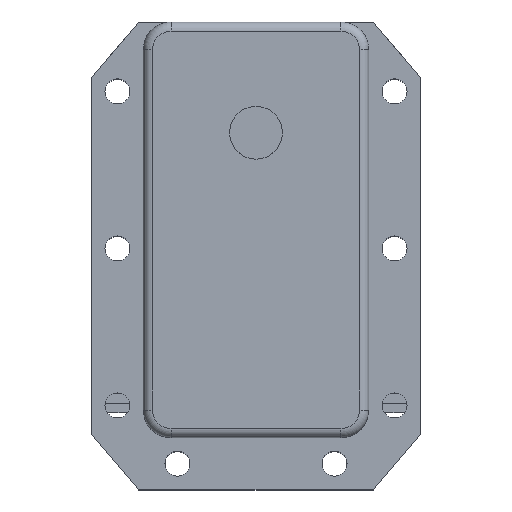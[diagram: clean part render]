
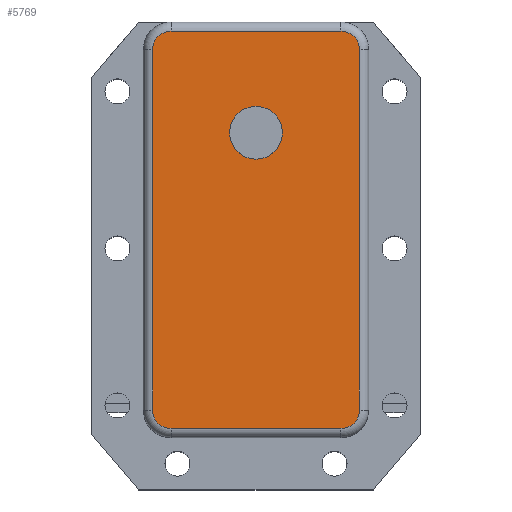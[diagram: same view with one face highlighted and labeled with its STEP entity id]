
A CAD part, top view. The second image highlights one B-rep face of the part: STEP entity #5769.
In plain terms, the highlighted planar face has unit normal (0, 0, 1).
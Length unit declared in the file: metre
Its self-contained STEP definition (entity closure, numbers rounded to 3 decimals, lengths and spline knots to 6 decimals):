
#23=FACE_BOUND('',#723,.T.);
#143=CIRCLE('',#6131,0.00285);
#148=CIRCLE('',#6139,0.002);
#153=CIRCLE('',#6147,0.002);
#160=CIRCLE('',#6158,0.002);
#161=CIRCLE('',#6160,0.002);
#402=FACE_OUTER_BOUND('',#722,.T.);
#722=EDGE_LOOP('',(#4363,#4364,#4365,#4366,#4367,#4368,#4369,#4370));
#723=EDGE_LOOP('',(#4371));
#1328=LINE('',#9415,#2033);
#1332=LINE('',#9435,#2037);
#1336=LINE('',#9453,#2041);
#1340=LINE('',#9468,#2045);
#2033=VECTOR('',#7140,1.);
#2037=VECTOR('',#7162,1.);
#2041=VECTOR('',#7182,1.);
#2045=VECTOR('',#7196,1.);
#2695=VERTEX_POINT('',#9409);
#2696=VERTEX_POINT('',#9413);
#2697=VERTEX_POINT('',#9414);
#2703=VERTEX_POINT('',#9430);
#2704=VERTEX_POINT('',#9434);
#2709=VERTEX_POINT('',#9448);
#2710=VERTEX_POINT('',#9452);
#2715=VERTEX_POINT('',#9466);
#2716=VERTEX_POINT('',#9467);
#3338=EDGE_CURVE('',#2695,#2695,#143,.T.);
#3339=EDGE_CURVE('',#2696,#2697,#1328,.T.);
#3347=EDGE_CURVE('',#2697,#2703,#148,.T.);
#3349=EDGE_CURVE('',#2703,#2704,#1332,.T.);
#3356=EDGE_CURVE('',#2704,#2709,#153,.T.);
#3358=EDGE_CURVE('',#2709,#2710,#1336,.T.);
#3365=EDGE_CURVE('',#2715,#2716,#1340,.T.);
#3369=EDGE_CURVE('',#2710,#2715,#160,.T.);
#3370=EDGE_CURVE('',#2716,#2696,#161,.T.);
#4363=ORIENTED_EDGE('',*,*,#3369,.T.);
#4364=ORIENTED_EDGE('',*,*,#3365,.T.);
#4365=ORIENTED_EDGE('',*,*,#3370,.T.);
#4366=ORIENTED_EDGE('',*,*,#3339,.T.);
#4367=ORIENTED_EDGE('',*,*,#3347,.T.);
#4368=ORIENTED_EDGE('',*,*,#3349,.T.);
#4369=ORIENTED_EDGE('',*,*,#3356,.T.);
#4370=ORIENTED_EDGE('',*,*,#3358,.T.);
#4371=ORIENTED_EDGE('',*,*,#3338,.F.);
#5486=PLANE('',#6159);
#5769=ADVANCED_FACE('',(#402,#23),#5486,.T.);
#6131=AXIS2_PLACEMENT_3D('',#9411,#7136,#7137);
#6139=AXIS2_PLACEMENT_3D('',#9431,#7156,#7157);
#6147=AXIS2_PLACEMENT_3D('',#9449,#7176,#7177);
#6158=AXIS2_PLACEMENT_3D('',#9474,#7204,#7205);
#6159=AXIS2_PLACEMENT_3D('',#9475,#7206,#7207);
#6160=AXIS2_PLACEMENT_3D('',#9476,#7208,#7209);
#7136=DIRECTION('center_axis',(0.,0.,1.));
#7137=DIRECTION('ref_axis',(1.,0.,0.));
#7140=DIRECTION('',(0.,-1.,0.));
#7156=DIRECTION('center_axis',(0.,0.,1.));
#7157=DIRECTION('ref_axis',(-1.,0.,0.));
#7162=DIRECTION('',(1.,0.,0.));
#7176=DIRECTION('center_axis',(0.,0.,1.));
#7177=DIRECTION('ref_axis',(0.,-1.,0.));
#7182=DIRECTION('',(0.,1.,0.));
#7196=DIRECTION('',(-1.,0.,0.));
#7204=DIRECTION('center_axis',(0.,0.,1.));
#7205=DIRECTION('ref_axis',(1.,0.,0.));
#7206=DIRECTION('center_axis',(0.,0.,1.));
#7207=DIRECTION('ref_axis',(1.,0.,0.));
#7208=DIRECTION('center_axis',(0.,0.,1.));
#7209=DIRECTION('ref_axis',(0.,1.,0.));
#9409=CARTESIAN_POINT('',(-0.00285,0.,0.01775));
#9411=CARTESIAN_POINT('Origin',(0.,0.,0.01775));
#9413=CARTESIAN_POINT('',(-0.0112,0.009,0.01775));
#9414=CARTESIAN_POINT('',(-0.0112,-0.03,0.01775));
#9415=CARTESIAN_POINT('',(-0.0112,0.009,0.01775));
#9430=CARTESIAN_POINT('',(-0.0092,-0.032,0.01775));
#9431=CARTESIAN_POINT('Origin',(-0.0092,-0.03,0.01775));
#9434=CARTESIAN_POINT('',(0.0092,-0.032,0.01775));
#9435=CARTESIAN_POINT('',(-0.0092,-0.032,0.01775));
#9448=CARTESIAN_POINT('',(0.0112,-0.03,0.01775));
#9449=CARTESIAN_POINT('Origin',(0.0092,-0.03,0.01775));
#9452=CARTESIAN_POINT('',(0.0112,0.009,0.01775));
#9453=CARTESIAN_POINT('',(0.0112,-0.03,0.01775));
#9466=CARTESIAN_POINT('',(0.0092,0.011,0.01775));
#9467=CARTESIAN_POINT('',(-0.0092,0.011,0.01775));
#9468=CARTESIAN_POINT('',(0.0092,0.011,0.01775));
#9474=CARTESIAN_POINT('Origin',(0.0092,0.009,0.01775));
#9475=CARTESIAN_POINT('Origin',(0.,0.,0.01775));
#9476=CARTESIAN_POINT('Origin',(-0.0092,0.009,0.01775));
